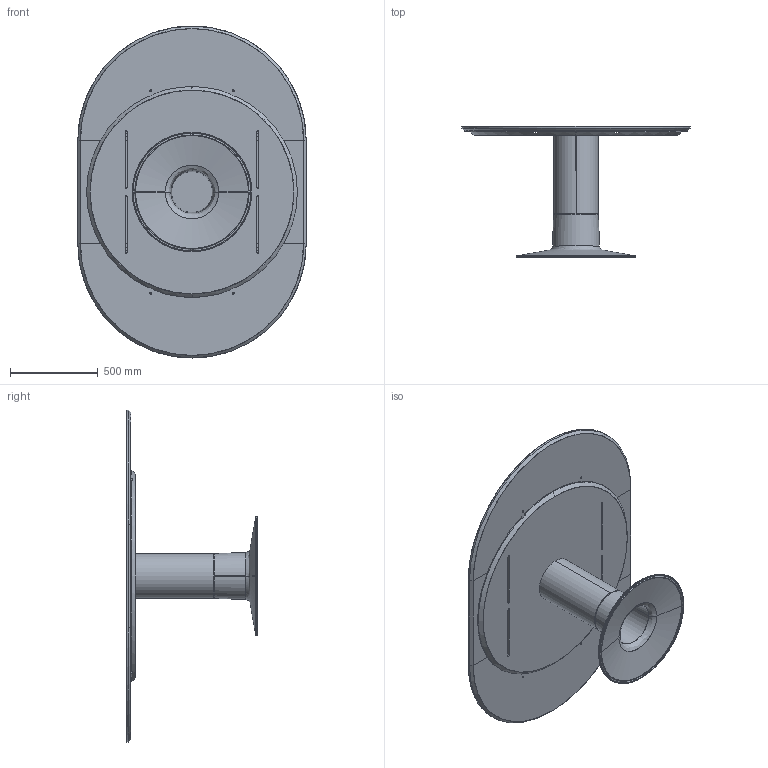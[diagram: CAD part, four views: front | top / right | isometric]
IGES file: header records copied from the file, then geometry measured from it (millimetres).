
Start section: SolidWorks IGES file using analytic representation for surfaces
Global section: file name: Arco-Balance-round_2-130(189)x75-Arnold_Merckx-3Dfile.IGS; native system: SolidWorks 2019; preprocessor: SolidWorks 2019; author: jellisg; date: 210830.125733; units: millimetre
Bounding box: 1300 x 745 x 1890 mm (x, y, z)
Surface area: 6877731.7 mm2 (no closed solid volume)
Topology: 0 solids, 0 shells, 85 faces, 1367 edges, 1367 vertices
Faces by surface type: revolution 47, bspline 38
